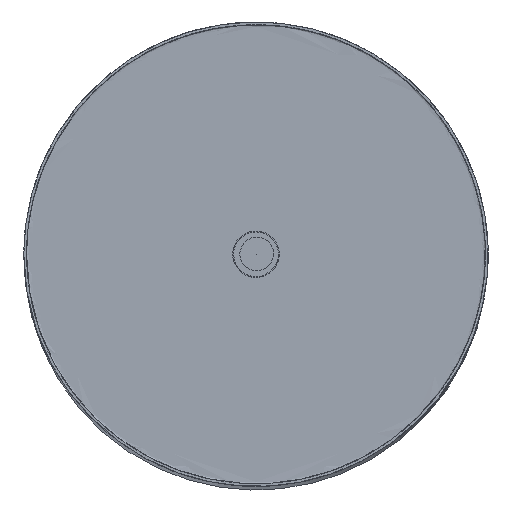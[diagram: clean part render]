
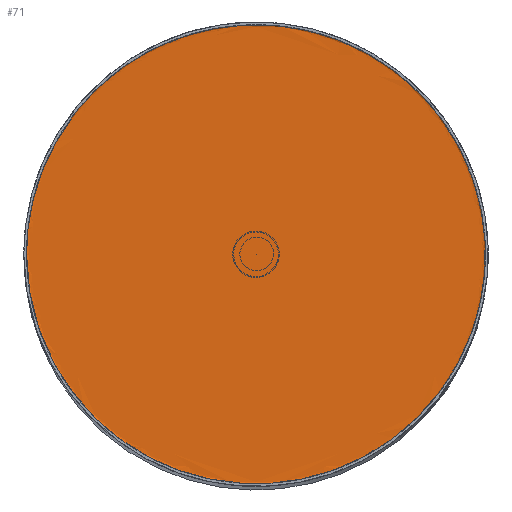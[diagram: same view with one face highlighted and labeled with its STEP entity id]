
A CAD part, top view. The second image highlights one B-rep face of the part: STEP entity #71.
In plain terms, the highlighted free-form (B-spline) face has degree [2, 2] with [9, 7] control points.
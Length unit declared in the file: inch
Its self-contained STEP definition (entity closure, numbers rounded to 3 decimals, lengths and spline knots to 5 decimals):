
#71=ADVANCED_FACE('',(#121),#744,.T.);
#121=FACE_OUTER_BOUND('',#171,.T.);
#171=EDGE_LOOP('',(#235,#236,#237));
#235=ORIENTED_EDGE('',*,*,#433,.T.);
#236=ORIENTED_EDGE('',*,*,#430,.T.);
#237=ORIENTED_EDGE('',*,*,#430,.F.);
#430=EDGE_CURVE('',#661,#660,#598,.T.);
#433=EDGE_CURVE('',#661,#661,#600,.T.);
#598=(
BOUNDED_CURVE()
B_SPLINE_CURVE(2,(#997,#998,#999,#1000,#1001,#1002,#1003),.UNSPECIFIED.,
 .F.,.F.)
B_SPLINE_CURVE_WITH_KNOTS((3,2,2,3),(2.63354,2.70854,
2.73996,5.18996),.UNSPECIFIED.)
CURVE()
GEOMETRIC_REPRESENTATION_ITEM()
RATIONAL_B_SPLINE_CURVE((1.,1.,1.,0.707,1.,1.,1.))
REPRESENTATION_ITEM('')
);
#600=(
BOUNDED_CURVE()
B_SPLINE_CURVE(2,(#1015,#1016,#1017,#1018,#1019,#1020,#1021,#1022,#1023),
 .UNSPECIFIED.,.T.,.F.)
B_SPLINE_CURVE_WITH_KNOTS((3,2,2,2,3),(0.,3.92699,7.85398,
11.78097,15.70796),.UNSPECIFIED.)
CURVE()
GEOMETRIC_REPRESENTATION_ITEM()
RATIONAL_B_SPLINE_CURVE((1.,0.707,1.,0.707,1.,0.707,
1.,0.707,1.))
REPRESENTATION_ITEM('')
);
#660=VERTEX_POINT('',#987);
#661=VERTEX_POINT('',#988);
#744=(
BOUNDED_SURFACE()
B_SPLINE_SURFACE(2,2,((#842,#843,#844,#845,#846,#847,#848),(#849,#850,#851,
#852,#853,#854,#855),(#856,#857,#858,#859,#860,#861,#862),(#863,#864,#865,
#866,#867,#868,#869),(#870,#871,#872,#873,#874,#875,#876),(#877,#878,#879,
#880,#881,#882,#883),(#884,#885,#886,#887,#888,#889,#890),(#891,#892,#893,
#894,#895,#896,#897),(#898,#899,#900,#901,#902,#903,#904)),
 .UNSPECIFIED.,.T.,.F.,.F.)
B_SPLINE_SURFACE_WITH_KNOTS((3,2,2,2,3),(3,2,2,3),(0.,3.92699,
7.85398,11.78097,15.70796),(2.63354,2.70854,
2.73996,5.18996),.UNSPECIFIED.)
GEOMETRIC_REPRESENTATION_ITEM()
RATIONAL_B_SPLINE_SURFACE(((1.,1.,1.,0.707,1.,1.,1.),(0.707,
0.707,0.707,0.5,0.707,
0.707,0.707),(1.,1.,1.,0.707,1.,1.,
1.),(0.707,0.707,0.707,0.5,
0.707,0.707,0.707),(1.,1.,1.,0.707,
1.,1.,1.),(0.707,0.707,0.707,0.5,
0.707,0.707,0.707),(1.,1.,1.,0.707,
1.,1.,1.),(0.707,0.707,0.707,0.5,
0.707,0.707,0.707),(1.,1.,1.,0.707,
1.,1.,1.)))
REPRESENTATION_ITEM('')
SURFACE()
);
#842=CARTESIAN_POINT('',(-2.47,0.,0.));
#843=CARTESIAN_POINT('',(-2.47,0.,-0.0375));
#844=CARTESIAN_POINT('',(-2.47,0.,-0.075));
#845=CARTESIAN_POINT('',(-2.47,0.,-0.095));
#846=CARTESIAN_POINT('',(-2.45,0.,-0.095));
#847=CARTESIAN_POINT('',(-1.225,0.,-0.095));
#848=CARTESIAN_POINT('',(0.,0.,-0.095));
#849=CARTESIAN_POINT('',(-2.47,-2.47,0.));
#850=CARTESIAN_POINT('',(-2.47,-2.47,-0.0375));
#851=CARTESIAN_POINT('',(-2.47,-2.47,-0.075));
#852=CARTESIAN_POINT('',(-2.47,-2.47,-0.095));
#853=CARTESIAN_POINT('',(-2.45,-2.45,-0.095));
#854=CARTESIAN_POINT('',(-1.225,-1.225,-0.095));
#855=CARTESIAN_POINT('',(0.,0.,-0.095));
#856=CARTESIAN_POINT('',(0.,-2.47,0.));
#857=CARTESIAN_POINT('',(0.,-2.47,-0.0375));
#858=CARTESIAN_POINT('',(0.,-2.47,-0.075));
#859=CARTESIAN_POINT('',(0.,-2.47,-0.095));
#860=CARTESIAN_POINT('',(0.,-2.45,-0.095));
#861=CARTESIAN_POINT('',(0.,-1.225,-0.095));
#862=CARTESIAN_POINT('',(0.,0.,-0.095));
#863=CARTESIAN_POINT('',(2.47,-2.47,0.));
#864=CARTESIAN_POINT('',(2.47,-2.47,-0.0375));
#865=CARTESIAN_POINT('',(2.47,-2.47,-0.075));
#866=CARTESIAN_POINT('',(2.47,-2.47,-0.095));
#867=CARTESIAN_POINT('',(2.45,-2.45,-0.095));
#868=CARTESIAN_POINT('',(1.225,-1.225,-0.095));
#869=CARTESIAN_POINT('',(0.,0.,-0.095));
#870=CARTESIAN_POINT('',(2.47,0.,0.));
#871=CARTESIAN_POINT('',(2.47,0.,-0.0375));
#872=CARTESIAN_POINT('',(2.47,0.,-0.075));
#873=CARTESIAN_POINT('',(2.47,0.,-0.095));
#874=CARTESIAN_POINT('',(2.45,0.,-0.095));
#875=CARTESIAN_POINT('',(1.225,0.,-0.095));
#876=CARTESIAN_POINT('',(0.,0.,-0.095));
#877=CARTESIAN_POINT('',(2.47,2.47,0.));
#878=CARTESIAN_POINT('',(2.47,2.47,-0.0375));
#879=CARTESIAN_POINT('',(2.47,2.47,-0.075));
#880=CARTESIAN_POINT('',(2.47,2.47,-0.095));
#881=CARTESIAN_POINT('',(2.45,2.45,-0.095));
#882=CARTESIAN_POINT('',(1.225,1.225,-0.095));
#883=CARTESIAN_POINT('',(0.,0.,-0.095));
#884=CARTESIAN_POINT('',(0.,2.47,0.));
#885=CARTESIAN_POINT('',(0.,2.47,-0.0375));
#886=CARTESIAN_POINT('',(0.,2.47,-0.075));
#887=CARTESIAN_POINT('',(0.,2.47,-0.095));
#888=CARTESIAN_POINT('',(0.,2.45,-0.095));
#889=CARTESIAN_POINT('',(0.,1.225,-0.095));
#890=CARTESIAN_POINT('',(0.,0.,-0.095));
#891=CARTESIAN_POINT('',(-2.47,2.47,0.));
#892=CARTESIAN_POINT('',(-2.47,2.47,-0.0375));
#893=CARTESIAN_POINT('',(-2.47,2.47,-0.075));
#894=CARTESIAN_POINT('',(-2.47,2.47,-0.095));
#895=CARTESIAN_POINT('',(-2.45,2.45,-0.095));
#896=CARTESIAN_POINT('',(-1.225,1.225,-0.095));
#897=CARTESIAN_POINT('',(0.,0.,-0.095));
#898=CARTESIAN_POINT('',(-2.47,0.,0.));
#899=CARTESIAN_POINT('',(-2.47,0.,-0.0375));
#900=CARTESIAN_POINT('',(-2.47,0.,-0.075));
#901=CARTESIAN_POINT('',(-2.47,0.,-0.095));
#902=CARTESIAN_POINT('',(-2.45,0.,-0.095));
#903=CARTESIAN_POINT('',(-1.225,0.,-0.095));
#904=CARTESIAN_POINT('',(0.,0.,-0.095));
#987=CARTESIAN_POINT('',(0.,0.,-0.095));
#988=CARTESIAN_POINT('',(-2.47,0.,0.));
#997=CARTESIAN_POINT('',(-2.47,0.,0.));
#998=CARTESIAN_POINT('',(-2.47,0.,-0.0375));
#999=CARTESIAN_POINT('',(-2.47,0.,-0.075));
#1000=CARTESIAN_POINT('',(-2.47,0.,-0.095));
#1001=CARTESIAN_POINT('',(-2.45,0.,-0.095));
#1002=CARTESIAN_POINT('',(-1.225,0.,-0.095));
#1003=CARTESIAN_POINT('',(0.,0.,-0.095));
#1015=CARTESIAN_POINT('',(-2.47,0.,0.));
#1016=CARTESIAN_POINT('',(-2.47,-2.47,0.));
#1017=CARTESIAN_POINT('',(0.,-2.47,0.));
#1018=CARTESIAN_POINT('',(2.47,-2.47,0.));
#1019=CARTESIAN_POINT('',(2.47,0.,0.));
#1020=CARTESIAN_POINT('',(2.47,2.47,0.));
#1021=CARTESIAN_POINT('',(0.,2.47,0.));
#1022=CARTESIAN_POINT('',(-2.47,2.47,0.));
#1023=CARTESIAN_POINT('',(-2.47,0.,0.));
